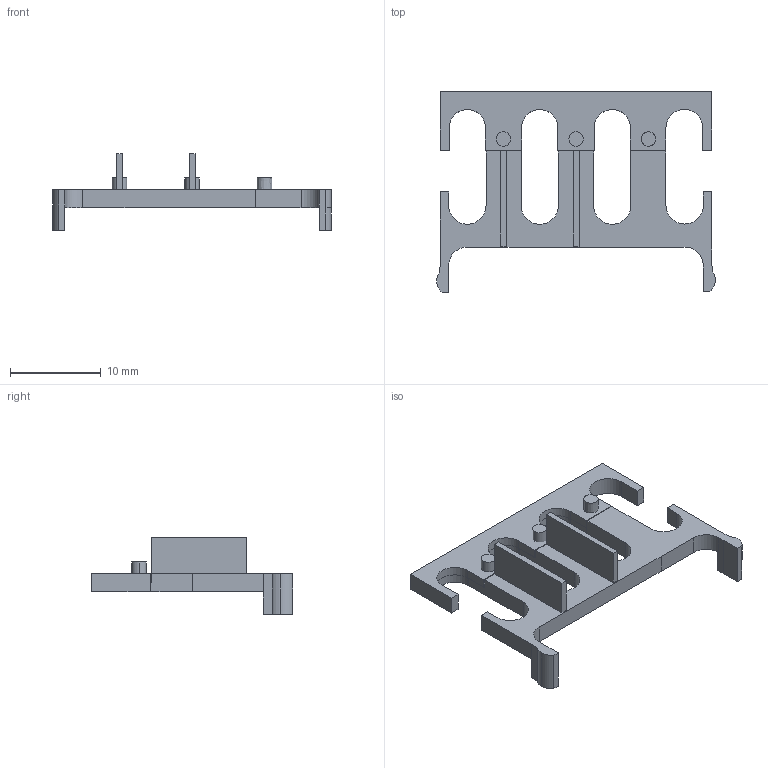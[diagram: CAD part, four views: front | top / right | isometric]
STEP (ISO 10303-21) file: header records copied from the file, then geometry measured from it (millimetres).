
FILE_DESCRIPTION(('CATIA V5 STEP Exchange','CAx-IF Rec.Pracs.--- Model Styling and Organization---1.4--- 2014-01-23'),'2;1');
FILE_NAME ('001756-2_1', '2021-08-09T07:21:04+00:00', ('none'), ('Weidmueller'), 'CATIA Version 5-6 Release 2016 SP3 HF44', 'CATIA V5 STEP AP214', 'none');
FILE_SCHEMA(('AUTOMOTIVE_DESIGN { 1 0 10303 214 1 1 1 1 }'));
Length unit declared in the file: millimetre
Products named in the file (1): 0307400000
Bounding box: 30.75 x 22.2 x 8.5 mm (x, y, z)
Volume: 744 mm3; surface area: 1464.4 mm2
Topology: 2 solids, 2 shells, 105 faces, 287 edges, 190 vertices
Faces by surface type: plane 72, cylinder 31, extrusion 2
Entity records: 3228 total; most frequent: CARTESIAN_POINT 611, ORIENTED_EDGE 574, DIRECTION 449, EDGE_CURVE 287, VECTOR 230, LINE 228, VERTEX_POINT 190, AXIS2_PLACEMENT_3D 139
